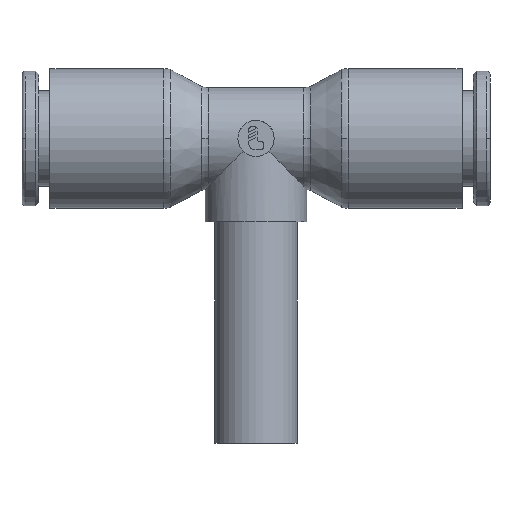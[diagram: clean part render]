
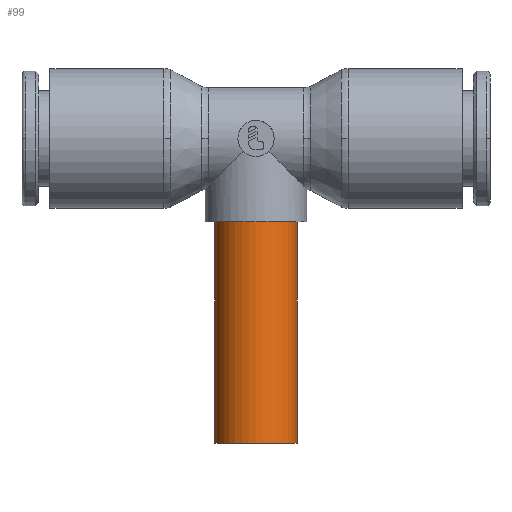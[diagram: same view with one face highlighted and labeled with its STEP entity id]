
A CAD part, top view. The second image highlights one B-rep face of the part: STEP entity #99.
In plain terms, the highlighted cylindrical face has radius 4 mm (diameter 8 mm), a partial arc.
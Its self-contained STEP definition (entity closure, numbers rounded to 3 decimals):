
#99=ADVANCED_FACE('',(#233),#234,.T.);
#233=FACE_OUTER_BOUND('',#395,.T.);
#234=CYLINDRICAL_SURFACE('',#396,4.0);
#395=EDGE_LOOP('',(#889,#890,#891,#892));
#396=AXIS2_PLACEMENT_3D('',#893,#894,#895);
#889=ORIENTED_EDGE('',*,*,#1123,.T.);
#890=ORIENTED_EDGE('',*,*,#1232,.T.);
#891=ORIENTED_EDGE('',*,*,#1125,.T.);
#892=ORIENTED_EDGE('',*,*,#1235,.F.);
#893=CARTESIAN_POINT('',(0.0,14.725,0.0));
#894=DIRECTION('',(-0.0,1.0,0.0));
#895=DIRECTION('',(1.0,0.0,0.0));
#1123=EDGE_CURVE('',#1372,#1373,#1374,.T.);
#1125=EDGE_CURVE('',#1377,#1375,#1378,.T.);
#1232=EDGE_CURVE('',#1373,#1377,#1555,.T.);
#1235=EDGE_CURVE('',#1372,#1375,#1558,.T.);
#1372=VERTEX_POINT('',#1717);
#1373=VERTEX_POINT('',#1718);
#1374=LINE('',#1719,#1720);
#1375=VERTEX_POINT('',#1721);
#1377=VERTEX_POINT('',#1723);
#1378=LINE('',#1724,#1725);
#1555=CIRCLE('',#2165,4.0);
#1558=CIRCLE('',#2168,4.0);
#1717=CARTESIAN_POINT('',(4.0,0.0,0.0));
#1718=CARTESIAN_POINT('',(4.0,21.4,0.));
#1719=CARTESIAN_POINT('',(4.0,14.725,0.));
#1720=VECTOR('',#2337,1.0);
#1721=CARTESIAN_POINT('',(-4.0,0.0,0.));
#1723=CARTESIAN_POINT('',(-4.0,21.4,0.));
#1724=CARTESIAN_POINT('',(-4.0,14.725,0.));
#1725=VECTOR('',#2341,1.0);
#2165=AXIS2_PLACEMENT_3D('',#2519,#2520,#2521);
#2168=AXIS2_PLACEMENT_3D('',#2528,#2529,#2530);
#2337=DIRECTION('',(0.0,1.0,0.0));
#2341=DIRECTION('',(-0.0,-1.0,-0.0));
#2519=CARTESIAN_POINT('',(0.0,21.4,0.0));
#2520=DIRECTION('',(0.0,-1.0,0.0));
#2521=DIRECTION('',(1.0,0.0,0.0));
#2528=CARTESIAN_POINT('',(0.0,0.0,0.0));
#2529=DIRECTION('',(0.0,-1.0,0.0));
#2530=DIRECTION('',(1.0,0.0,0.0));
